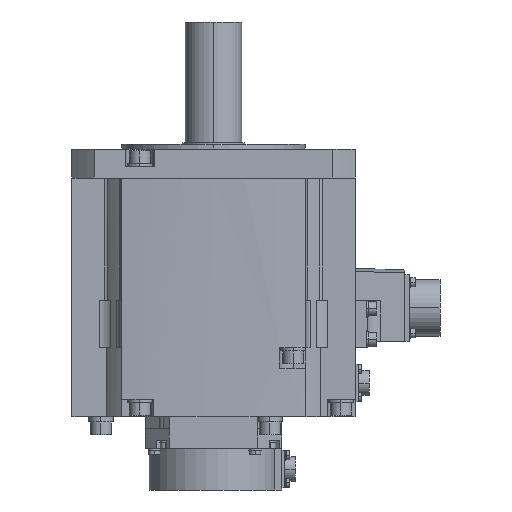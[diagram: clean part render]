
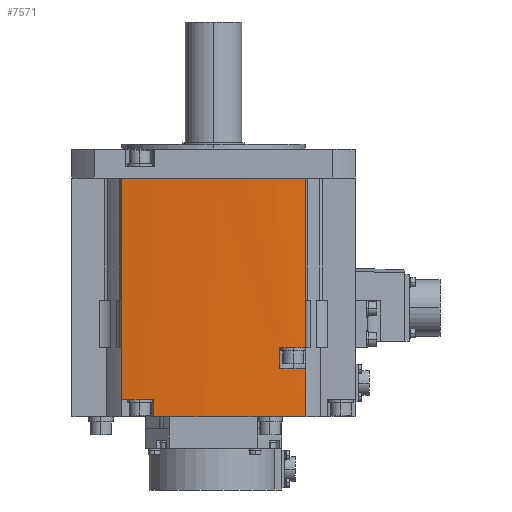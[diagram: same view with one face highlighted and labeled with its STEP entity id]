
A CAD part, left-side view. The second image highlights one B-rep face of the part: STEP entity #7571.
In plain terms, the highlighted cylindrical face has radius 680 mm (diameter 1360 mm), a partial arc.
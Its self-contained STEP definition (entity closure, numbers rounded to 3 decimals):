
#385=CARTESIAN_POINT('',(592.,0.,-123.5));
#386=DIRECTION('',(0.,0.,1.));
#387=DIRECTION('',(-0.997,-0.078,0.));
#388=AXIS2_PLACEMENT_3D('',#385,#386,#387);
#417=CARTESIAN_POINT('',(592.,0.,-123.5));
#418=DIRECTION('',(0.,0.,1.));
#419=DIRECTION('',(-0.998,-0.06,0.));
#420=AXIS2_PLACEMENT_3D('',#417,#418,#419);
#541=DIRECTION('',(0.,0.,-1.));
#542=VECTOR('',#541,137.5);
#543=CARTESIAN_POINT('',(-85.565,57.5,-18.));
#544=LINE('',#543,#542);
#565=CARTESIAN_POINT('',(592.,0.,-155.5));
#566=DIRECTION('',(0.,0.,-1.));
#567=DIRECTION('',(-0.998,0.064,0.));
#568=AXIS2_PLACEMENT_3D('',#565,#566,#567);
#570=CARTESIAN_POINT('',(592.,0.,-123.5));
#571=DIRECTION('',(0.,0.,-1.));
#572=DIRECTION('',(-0.997,-0.078,0.));
#573=AXIS2_PLACEMENT_3D('',#570,#571,#572);
#575=DIRECTION('',(0.,0.,1.));
#576=VECTOR('',#575,11.);
#577=CARTESIAN_POINT('',(-86.965,37.5,-166.5));
#578=LINE('',#577,#576);
#594=CARTESIAN_POINT('',(592.,0.,-155.5));
#595=DIRECTION('',(0.,0.,1.));
#596=DIRECTION('',(-0.998,0.064,0.));
#597=AXIS2_PLACEMENT_3D('',#594,#595,#596);
#604=CARTESIAN_POINT('',(592.,0.,-155.5));
#605=DIRECTION('',(0.,0.,1.));
#606=DIRECTION('',(-0.996,0.085,0.));
#607=AXIS2_PLACEMENT_3D('',#604,#605,#606);
#641=CARTESIAN_POINT('',(592.,0.,-166.5));
#642=DIRECTION('',(0.,0.,1.));
#643=DIRECTION('',(-0.998,0.055,0.));
#644=AXIS2_PLACEMENT_3D('',#641,#642,#643);
#871=DIRECTION('',(0.,0.,1.));
#872=VECTOR('',#871,30.25);
#873=CARTESIAN_POINT('',(-85.565,-57.5,-166.5));
#874=LINE('',#873,#872);
#2708=CARTESIAN_POINT('',(592.,0.,-18.));
#2709=DIRECTION('',(0.,0.,-1.));
#2710=DIRECTION('',(-0.996,-0.085,0.));
#2711=AXIS2_PLACEMENT_3D('',#2708,#2709,#2710);
#2751=DIRECTION('',(0.,0.,1.));
#2752=VECTOR('',#2751,105.5);
#2753=CARTESIAN_POINT('',(-85.565,-57.5,-123.5));
#2754=LINE('',#2753,#2752);
#2804=CARTESIAN_POINT('',(592.,0.,-18.));
#2805=DIRECTION('',(0.,0.,-1.));
#2806=DIRECTION('',(-1.,0.,0.));
#2807=AXIS2_PLACEMENT_3D('',#2804,#2805,#2806);
#3101=CARTESIAN_POINT('',(592.,0.,-136.25));
#3102=DIRECTION('',(0.,0.,-1.));
#3103=DIRECTION('',(-0.996,-0.085,0.));
#3104=AXIS2_PLACEMENT_3D('',#3101,#3102,#3103);
#3122=DIRECTION('',(0.,0.,1.));
#3123=VECTOR('',#3122,12.75);
#3124=CARTESIAN_POINT('',(-86.763,-41.,-136.25));
#3125=LINE('',#3124,#3123);
#5427=CARTESIAN_POINT('',(-88.,0.,-18.));
#5429=VERTEX_POINT('',#5427);
#5431=CARTESIAN_POINT('',(-85.565,57.5,-18.));
#5432=VERTEX_POINT('',#5431);
#5445=CARTESIAN_POINT('',(-85.565,-57.5,-18.));
#5447=VERTEX_POINT('',#5445);
#5518=CARTESIAN_POINT('',(-85.565,-57.5,-123.5));
#5520=VERTEX_POINT('',#5518);
#5559=CARTESIAN_POINT('',(-86.965,37.5,-166.5));
#5561=VERTEX_POINT('',#5559);
#5619=CARTESIAN_POINT('',(-86.965,37.5,-155.5));
#5620=VERTEX_POINT('',#5619);
#5643=CARTESIAN_POINT('',(-85.565,-57.5,-136.25));
#5644=CARTESIAN_POINT('',(-86.763,-41.,-136.25));
#5645=VERTEX_POINT('',#5643);
#5646=VERTEX_POINT('',#5644);
#5647=CARTESIAN_POINT('',(-85.565,-57.5,-166.5));
#5648=VERTEX_POINT('',#5647);
#5649=CARTESIAN_POINT('',(-85.565,57.5,-155.5));
#5650=VERTEX_POINT('',#5649);
#6702=CARTESIAN_POINT('',(-86.763,-41.,-123.5));
#6704=VERTEX_POINT('',#6702);
#6799=CARTESIAN_POINT('',(-85.945,-52.825,-123.5));
#6800=CARTESIAN_POINT('',(-86.358,-47.23,-123.5));
#6801=VERTEX_POINT('',#6799);
#6802=VERTEX_POINT('',#6800);
#6831=CARTESIAN_POINT('',(-86.607,43.505,-155.5));
#6832=CARTESIAN_POINT('',(-86.234,48.973,-155.5));
#6833=VERTEX_POINT('',#6831);
#6834=VERTEX_POINT('',#6832);
#7537=CARTESIAN_POINT('',(592.,0.,-18.75));
#7538=DIRECTION('',(0.,0.,-1.));
#7539=DIRECTION('',(-0.996,-0.085,0.));
#7540=AXIS2_PLACEMENT_3D('',#7537,#7538,#7539);
#7541=CYLINDRICAL_SURFACE('',#7540,680.);
#7543=ORIENTED_EDGE('',*,*,#7542,.T.);
#7545=ORIENTED_EDGE('',*,*,#7544,.F.);
#7546=ORIENTED_EDGE('',*,*,#7516,.F.);
#7548=ORIENTED_EDGE('',*,*,#7547,.F.);
#7550=ORIENTED_EDGE('',*,*,#7549,.F.);
#7552=ORIENTED_EDGE('',*,*,#7551,.F.);
#7553=ORIENTED_EDGE('',*,*,#7352,.F.);
#7555=ORIENTED_EDGE('',*,*,#7554,.T.);
#7556=ORIENTED_EDGE('',*,*,#7368,.F.);
#7558=ORIENTED_EDGE('',*,*,#7557,.F.);
#7560=ORIENTED_EDGE('',*,*,#7559,.F.);
#7562=ORIENTED_EDGE('',*,*,#7561,.F.);
#7564=ORIENTED_EDGE('',*,*,#7563,.F.);
#7566=ORIENTED_EDGE('',*,*,#7565,.T.);
#7568=ORIENTED_EDGE('',*,*,#7567,.F.);
#7569=EDGE_LOOP('',(#7543,#7545,#7546,#7548,#7550,#7552,#7553,#7555,#7556,#7558,
#7560,#7562,#7564,#7566,#7568));
#7570=FACE_OUTER_BOUND('',#7569,.F.);
#7571=ADVANCED_FACE('',(#7570),#7541,.T.);
#389=CIRCLE('',#388,680.);
#421=CIRCLE('',#420,680.);
#569=CIRCLE('',#568,680.);
#574=CIRCLE('',#573,680.);
#598=CIRCLE('',#597,680.);
#608=CIRCLE('',#607,680.);
#645=CIRCLE('',#644,680.);
#2712=CIRCLE('',#2711,680.);
#2808=CIRCLE('',#2807,680.);
#3105=CIRCLE('',#3104,680.);
#7352=EDGE_CURVE('',#6801,#5520,#389,.T.);
#7368=EDGE_CURVE('',#6704,#6802,#421,.T.);
#7516=EDGE_CURVE('',#5432,#5650,#544,.T.);
#7542=EDGE_CURVE('',#6833,#6834,#569,.T.);
#7544=EDGE_CURVE('',#5650,#6834,#608,.T.);
#7547=EDGE_CURVE('',#5429,#5432,#2808,.T.);
#7549=EDGE_CURVE('',#5447,#5429,#2712,.T.);
#7551=EDGE_CURVE('',#5520,#5447,#2754,.T.);
#7554=EDGE_CURVE('',#6801,#6802,#574,.T.);
#7557=EDGE_CURVE('',#5646,#6704,#3125,.T.);
#7559=EDGE_CURVE('',#5645,#5646,#3105,.T.);
#7561=EDGE_CURVE('',#5648,#5645,#874,.T.);
#7563=EDGE_CURVE('',#5561,#5648,#645,.T.);
#7565=EDGE_CURVE('',#5561,#5620,#578,.T.);
#7567=EDGE_CURVE('',#6833,#5620,#598,.T.);
